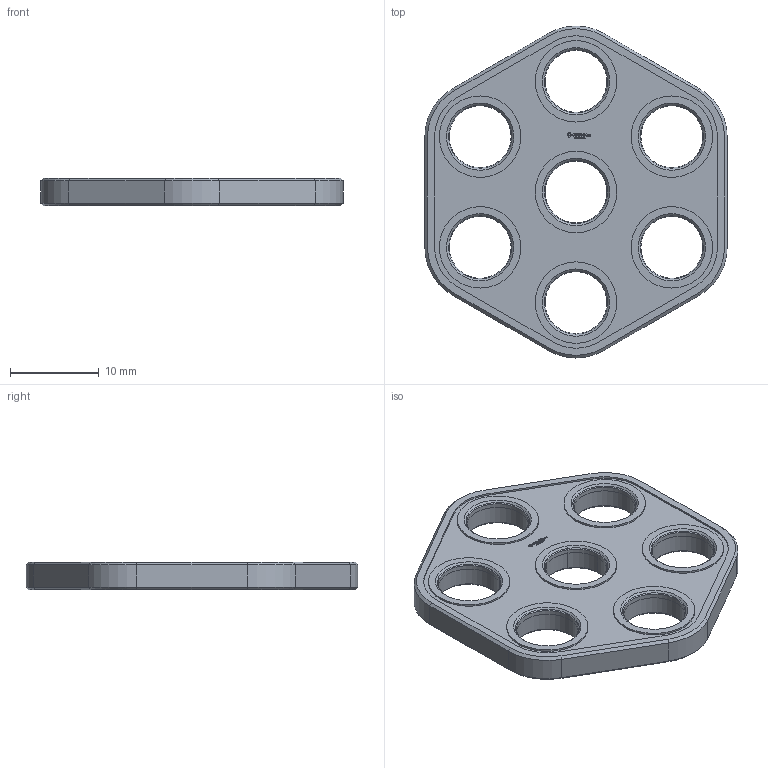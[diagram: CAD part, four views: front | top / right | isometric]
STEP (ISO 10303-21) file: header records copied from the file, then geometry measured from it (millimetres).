
FILE_DESCRIPTION(('FreeCAD Model'),'2;1');
FILE_NAME('Open CASCADE Shape Model','2024-01-31T19:16:27',(''),(''), 'Open CASCADE STEP processor 7.6','FreeCAD','Unknown');
FILE_SCHEMA(('AUTOMOTIVE_DESIGN { 1 0 10303 214 1 1 1 1 }'));
Length unit declared in the file: millimetre
Products named in the file (1): Plate HEX CRNR BU03x00.25 - SPN-PLT-0001 (stemfie.org)
Bounding box: 34.15 x 37.5 x 3.12 mm (x, y, z)
Volume: 2168.5 mm3; surface area: 2264.2 mm2
Topology: 1 solids, 1 shells, 574 faces, 1518 edges, 986 vertices
Faces by surface type: plane 334, extrusion 138, cone 54, cylinder 48
Full cylindrical faces by diameter (mm): 7 x12, 9.2 x6
Entity records: 38452 total; most frequent: CARTESIAN_POINT 8791, DIRECTION 4992, VECTOR 3770, LINE 3632, ORIENTED_EDGE 3036, PCURVE 3036, DEFINITIONAL_REPRESENTATION 3036, EDGE_CURVE 1518
